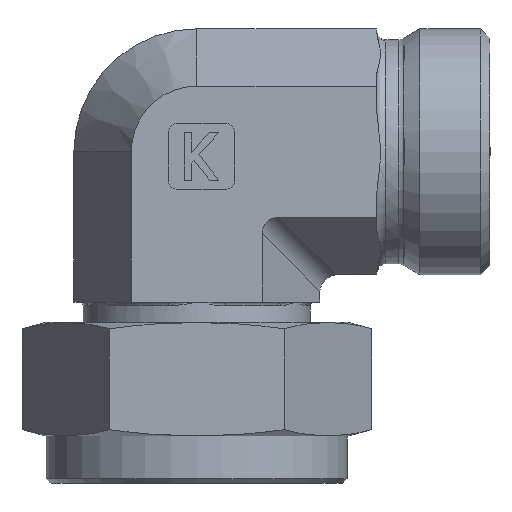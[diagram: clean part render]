
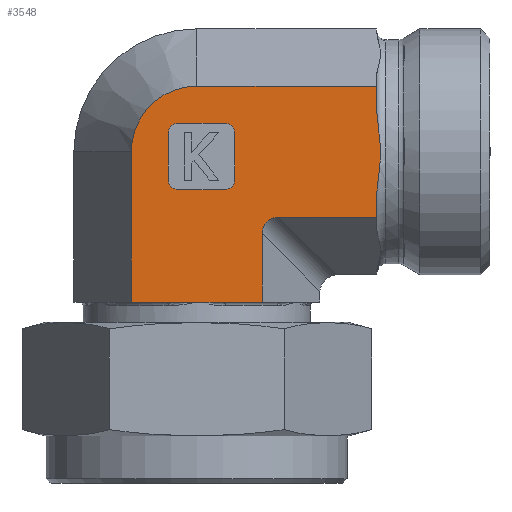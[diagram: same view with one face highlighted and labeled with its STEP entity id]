
A CAD part, left-side view. The second image highlights one B-rep face of the part: STEP entity #3548.
In plain terms, the highlighted planar face has unit normal (-1, 0, 0).
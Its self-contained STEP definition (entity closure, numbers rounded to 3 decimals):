
#114=CARTESIAN_POINT('',(-30.485,12.668,6.1));
#115=VERTEX_POINT('',#114);
#177=CARTESIAN_POINT('',(-30.485,9.544,6.1));
#178=VERTEX_POINT('',#177);
#188=CARTESIAN_POINT('',(-30.485,12.668,6.1));
#189=DIRECTION('',(0.0,-1.0,0.0));
#190=VECTOR('',#189,3.124);
#191=LINE('',#188,#190);
#192=EDGE_CURVE('',#115,#178,#191,.T.);
#259=CARTESIAN_POINT('',(-30.485,6.42,6.1));
#260=VERTEX_POINT('',#259);
#359=CARTESIAN_POINT('',(-30.485,9.544,6.1));
#360=DIRECTION('',(0.0,-1.0,0.0));
#361=VECTOR('',#360,3.124);
#362=LINE('',#359,#361);
#363=EDGE_CURVE('',#178,#260,#362,.T.);
#917=CARTESIAN_POINT('',(-30.485,16.472,6.1));
#918=VERTEX_POINT('',#917);
#919=CARTESIAN_POINT('',(-30.485,16.472,6.1));
#920=DIRECTION('',(0.0,-1.0,0.0));
#921=VECTOR('',#920,3.804);
#922=LINE('',#919,#921);
#923=EDGE_CURVE('',#918,#115,#922,.T.);
#940=CARTESIAN_POINT('',(-30.485,2.616,6.1));
#941=VERTEX_POINT('',#940);
#948=CARTESIAN_POINT('',(-30.485,6.42,6.1));
#949=DIRECTION('',(0.0,-1.0,0.0));
#950=VECTOR('',#949,3.804);
#951=LINE('',#948,#950);
#952=EDGE_CURVE('',#260,#941,#951,.T.);
#1588=CARTESIAN_POINT('',(-30.485,2.616,13.34));
#1589=VERTEX_POINT('',#1588);
#1596=CARTESIAN_POINT('',(-30.485,2.616,6.1));
#1597=DIRECTION('',(0.0,0.0,1.0));
#1598=VECTOR('',#1597,7.24);
#1599=LINE('',#1596,#1598);
#1600=EDGE_CURVE('',#941,#1589,#1599,.T.);
#1938=CARTESIAN_POINT('',(-30.485,-9.456,26.596));
#1939=VERTEX_POINT('',#1938);
#1947=CARTESIAN_POINT('',(-30.485,-9.456,17.404));
#1948=VERTEX_POINT('',#1947);
#1949=CARTESIAN_POINT('',(-30.485,-9.456,17.404));
#1950=CARTESIAN_POINT('',(-30.485,-9.456,17.913));
#1951=CARTESIAN_POINT('',(-30.485,-9.515,18.52));
#1952=CARTESIAN_POINT('',(-30.485,-9.707,19.955));
#1953=CARTESIAN_POINT('',(-30.485,-9.929,21.06));
#1954=CARTESIAN_POINT('',(-30.485,-9.929,22.));
#1955=CARTESIAN_POINT('',(-30.485,-9.929,22.94));
#1956=CARTESIAN_POINT('',(-30.485,-9.707,24.045));
#1957=CARTESIAN_POINT('',(-30.485,-9.515,25.48));
#1958=CARTESIAN_POINT('',(-30.485,-9.456,26.087));
#1959=CARTESIAN_POINT('',(-30.485,-9.456,26.596));
#1960=B_SPLINE_CURVE_WITH_KNOTS('',3,(#1949,#1950,#1951,#1952,#1953,#1954,#1955,#1956,#1957,#1958,#1959),.UNSPECIFIED.,.F.,.U.,(4,2,3,2,4),(-0.434,-0.282,0.0,0.282,0.434),.UNSPECIFIED.);
#1961=EDGE_CURVE('',#1948,#1939,#1960,.T.);
#2442=CARTESIAN_POINT('',(-30.485,-9.456,15.072));
#2443=VERTEX_POINT('',#2442);
#2450=CARTESIAN_POINT('',(-30.485,0.884,15.072));
#2451=VERTEX_POINT('',#2450);
#2452=CARTESIAN_POINT('',(-30.485,0.884,15.072));
#2453=DIRECTION('',(0.0,-1.0,0.0));
#2454=VECTOR('',#2453,10.34);
#2455=LINE('',#2452,#2454);
#2456=EDGE_CURVE('',#2451,#2443,#2455,.T.);
#2552=CARTESIAN_POINT('',(-30.485,-9.456,28.928));
#2553=VERTEX_POINT('',#2552);
#2554=CARTESIAN_POINT('',(-30.485,-9.456,26.596));
#2555=DIRECTION('',(0.0,0.0,1.0));
#2556=VECTOR('',#2555,2.332);
#2557=LINE('',#2554,#2556);
#2558=EDGE_CURVE('',#1939,#2553,#2557,.T.);
#2575=CARTESIAN_POINT('',(-30.485,-9.456,15.072));
#2576=DIRECTION('',(0.0,0.0,1.0));
#2577=VECTOR('',#2576,2.332);
#2578=LINE('',#2575,#2577);
#2579=EDGE_CURVE('',#2443,#1948,#2578,.T.);
#2600=CARTESIAN_POINT('',(-30.485,9.544,28.928));
#2601=VERTEX_POINT('',#2600);
#2608=CARTESIAN_POINT('',(-30.485,9.544,28.928));
#2609=DIRECTION('',(0.0,-1.0,0.0));
#2610=VECTOR('',#2609,19.0);
#2611=LINE('',#2608,#2610);
#2612=EDGE_CURVE('',#2601,#2553,#2611,.T.);
#3110=CARTESIAN_POINT('',(-30.485,5.544,24.));
#3111=VERTEX_POINT('',#3110);
#3118=CARTESIAN_POINT('',(-30.485,6.544,25.));
#3119=VERTEX_POINT('',#3118);
#3120=CARTESIAN_POINT('',(-30.485,6.544,24.));
#3121=DIRECTION('',(-1.0,0.0,0.0));
#3122=DIRECTION('',(0.0,-0.707,0.707));
#3123=AXIS2_PLACEMENT_3D('',#3120,#3121,#3122);
#3124=CIRCLE('',#3123,1.0);
#3125=EDGE_CURVE('',#3111,#3119,#3124,.T.);
#3142=CARTESIAN_POINT('',(-30.485,11.544,25.0));
#3143=VERTEX_POINT('',#3142);
#3144=CARTESIAN_POINT('',(-30.485,11.544,25.0));
#3145=DIRECTION('',(0.0,-1.0,0.0));
#3146=VECTOR('',#3145,5.0);
#3147=LINE('',#3144,#3146);
#3148=EDGE_CURVE('',#3143,#3119,#3147,.T.);
#3183=CARTESIAN_POINT('',(-30.485,6.544,18.));
#3184=VERTEX_POINT('',#3183);
#3191=CARTESIAN_POINT('',(-30.485,5.544,19.0));
#3192=VERTEX_POINT('',#3191);
#3193=CARTESIAN_POINT('',(-30.485,6.544,19.0));
#3194=DIRECTION('',(-1.0,0.0,0.0));
#3195=DIRECTION('',(0.0,-0.707,-0.707));
#3196=AXIS2_PLACEMENT_3D('',#3193,#3194,#3195);
#3197=CIRCLE('',#3196,1.0);
#3198=EDGE_CURVE('',#3184,#3192,#3197,.T.);
#3222=CARTESIAN_POINT('',(-30.485,5.544,24.));
#3223=DIRECTION('',(0.0,0.0,-1.0));
#3224=VECTOR('',#3223,5.);
#3225=LINE('',#3222,#3224);
#3226=EDGE_CURVE('',#3111,#3192,#3225,.T.);
#3247=CARTESIAN_POINT('',(-30.485,12.544,19.0));
#3248=VERTEX_POINT('',#3247);
#3255=CARTESIAN_POINT('',(-30.485,11.544,18.0));
#3256=VERTEX_POINT('',#3255);
#3257=CARTESIAN_POINT('',(-30.485,11.544,19.0));
#3258=DIRECTION('',(-1.0,0.0,0.0));
#3259=DIRECTION('',(0.0,0.707,-0.707));
#3260=AXIS2_PLACEMENT_3D('',#3257,#3258,#3259);
#3261=CIRCLE('',#3260,1.0);
#3262=EDGE_CURVE('',#3248,#3256,#3261,.T.);
#3286=CARTESIAN_POINT('',(-30.485,6.544,18.));
#3287=DIRECTION('',(0.0,1.0,0.0));
#3288=VECTOR('',#3287,5.);
#3289=LINE('',#3286,#3288);
#3290=EDGE_CURVE('',#3184,#3256,#3289,.T.);
#3310=CARTESIAN_POINT('',(-30.485,12.544,24.));
#3311=VERTEX_POINT('',#3310);
#3312=CARTESIAN_POINT('',(-30.485,11.544,24.));
#3313=DIRECTION('',(-1.0,0.0,0.0));
#3314=DIRECTION('',(0.0,0.707,0.707));
#3315=AXIS2_PLACEMENT_3D('',#3312,#3313,#3314);
#3316=CIRCLE('',#3315,1.0);
#3317=EDGE_CURVE('',#3143,#3311,#3316,.T.);
#3341=CARTESIAN_POINT('',(-30.485,12.544,19.0));
#3342=DIRECTION('',(0.0,0.0,1.0));
#3343=VECTOR('',#3342,5.);
#3344=LINE('',#3341,#3343);
#3345=EDGE_CURVE('',#3248,#3311,#3344,.T.);
#3426=CARTESIAN_POINT('',(-30.485,0.306,12.762));
#3427=DIRECTION('',(-1.0,0.0,0.0));
#3428=DIRECTION('',(0.0,0.707,0.707));
#3429=AXIS2_PLACEMENT_3D('',#3426,#3427,#3428);
#3430=ELLIPSE('',#3429,2.582,2.0);
#3431=EDGE_CURVE('',#2451,#1589,#3430,.T.);
#3493=CARTESIAN_POINT('',(-30.485,16.472,22.));
#3494=VERTEX_POINT('',#3493);
#3501=CARTESIAN_POINT('',(-30.485,9.544,22.));
#3502=DIRECTION('',(-1.0,0.0,0.0));
#3503=DIRECTION('',(0.0,0.0,1.0));
#3504=AXIS2_PLACEMENT_3D('',#3501,#3502,#3503);
#3505=CIRCLE('',#3504,6.928);
#3506=EDGE_CURVE('',#2601,#3494,#3505,.T.);
#3513=CARTESIAN_POINT('',(-30.485,2.616,0.0));
#3514=DIRECTION('',(-1.0,0.0,0.0));
#3515=DIRECTION('',(0.0,0.0,1.0));
#3516=AXIS2_PLACEMENT_3D('',#3513,#3514,#3515);
#3517=PLANE('',#3516);
#3518=ORIENTED_EDGE('',*,*,#363,.T.);
#3519=ORIENTED_EDGE('',*,*,#952,.T.);
#3520=ORIENTED_EDGE('',*,*,#1600,.T.);
#3521=ORIENTED_EDGE('',*,*,#3431,.F.);
#3522=ORIENTED_EDGE('',*,*,#2456,.T.);
#3523=ORIENTED_EDGE('',*,*,#2579,.T.);
#3524=ORIENTED_EDGE('',*,*,#1961,.T.);
#3525=ORIENTED_EDGE('',*,*,#2558,.T.);
#3526=ORIENTED_EDGE('',*,*,#2612,.F.);
#3527=ORIENTED_EDGE('',*,*,#3506,.T.);
#3528=CARTESIAN_POINT('',(-30.485,16.472,6.1));
#3529=DIRECTION('',(0.0,0.0,1.0));
#3530=VECTOR('',#3529,15.9);
#3531=LINE('',#3528,#3530);
#3532=EDGE_CURVE('',#918,#3494,#3531,.T.);
#3533=ORIENTED_EDGE('',*,*,#3532,.F.);
#3534=ORIENTED_EDGE('',*,*,#923,.T.);
#3535=ORIENTED_EDGE('',*,*,#192,.T.);
#3536=EDGE_LOOP('',(#3518,#3519,#3520,#3521,#3522,#3523,#3524,#3525,#3526,#3527,#3533,#3534,#3535));
#3537=FACE_OUTER_BOUND('',#3536,.T.);
#3538=ORIENTED_EDGE('',*,*,#3290,.T.);
#3539=ORIENTED_EDGE('',*,*,#3262,.F.);
#3540=ORIENTED_EDGE('',*,*,#3345,.T.);
#3541=ORIENTED_EDGE('',*,*,#3317,.F.);
#3542=ORIENTED_EDGE('',*,*,#3148,.T.);
#3543=ORIENTED_EDGE('',*,*,#3125,.F.);
#3544=ORIENTED_EDGE('',*,*,#3226,.T.);
#3545=ORIENTED_EDGE('',*,*,#3198,.F.);
#3546=EDGE_LOOP('',(#3538,#3539,#3540,#3541,#3542,#3543,#3544,#3545));
#3547=FACE_BOUND('',#3546,.T.);
#3548=ADVANCED_FACE('',(#3537,#3547),#3517,.T.);
